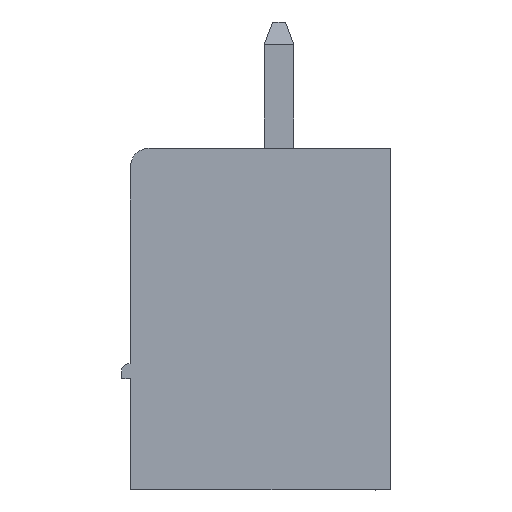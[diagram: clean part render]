
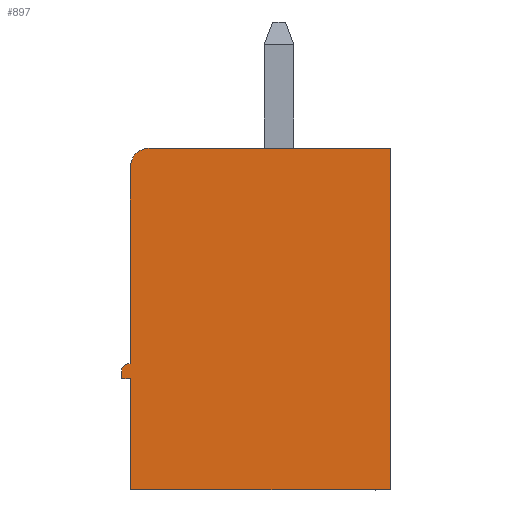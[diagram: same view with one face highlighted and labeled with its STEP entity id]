
A CAD part, left-side view. The second image highlights one B-rep face of the part: STEP entity #897.
In plain terms, the highlighted planar face has unit normal (-1, 0, 0).
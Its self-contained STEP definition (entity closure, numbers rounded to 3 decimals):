
#221=CIRCLE('',#13388,0.2);
#222=CIRCLE('',#13389,0.5);
#897=ADVANCED_FACE('',(#2155),#1523,.T.);
#1523=PLANE('',#13390);
#2155=FACE_OUTER_BOUND('',#2820,.T.);
#2820=EDGE_LOOP('',(#5799,#5800,#5801,#5802,#5803,#5804,#5805,#5806,#5807,
#5808));
#5799=ORIENTED_EDGE('',*,*,#9243,.F.);
#5800=ORIENTED_EDGE('',*,*,#9244,.F.);
#5801=ORIENTED_EDGE('',*,*,#9245,.F.);
#5802=ORIENTED_EDGE('',*,*,#9246,.F.);
#5803=ORIENTED_EDGE('',*,*,#9247,.F.);
#5804=ORIENTED_EDGE('',*,*,#9248,.F.);
#5805=ORIENTED_EDGE('',*,*,#9249,.F.);
#5806=ORIENTED_EDGE('',*,*,#9250,.F.);
#5807=ORIENTED_EDGE('',*,*,#9251,.F.);
#5808=ORIENTED_EDGE('',*,*,#9252,.F.);
#7518=VERTEX_POINT('',#19972);
#7519=VERTEX_POINT('',#19973);
#7520=VERTEX_POINT('',#19975);
#7521=VERTEX_POINT('',#19977);
#7522=VERTEX_POINT('',#19979);
#7523=VERTEX_POINT('',#19981);
#7524=VERTEX_POINT('',#19983);
#7525=VERTEX_POINT('',#19985);
#7526=VERTEX_POINT('',#19987);
#7527=VERTEX_POINT('',#19989);
#9243=EDGE_CURVE('',#7518,#7519,#10933,.T.);
#9244=EDGE_CURVE('',#7520,#7518,#10934,.T.);
#9245=EDGE_CURVE('',#7521,#7520,#221,.T.);
#9246=EDGE_CURVE('',#7522,#7521,#10935,.T.);
#9247=EDGE_CURVE('',#7523,#7522,#10936,.T.);
#9248=EDGE_CURVE('',#7524,#7523,#10937,.T.);
#9249=EDGE_CURVE('',#7525,#7524,#10938,.T.);
#9250=EDGE_CURVE('',#7526,#7525,#10939,.T.);
#9251=EDGE_CURVE('',#7527,#7526,#10940,.T.);
#9252=EDGE_CURVE('',#7519,#7527,#222,.T.);
#10933=LINE('',#19971,#12608);
#10934=LINE('',#19974,#12609);
#10935=LINE('',#19978,#12610);
#10936=LINE('',#19980,#12611);
#10937=LINE('',#19982,#12612);
#10938=LINE('',#19984,#12613);
#10939=LINE('',#19986,#12614);
#10940=LINE('',#19988,#12615);
#12608=VECTOR('',#16346,1.);
#12609=VECTOR('',#16347,1.);
#12610=VECTOR('',#16350,1.);
#12611=VECTOR('',#16351,1.);
#12612=VECTOR('',#16352,1.);
#12613=VECTOR('',#16353,1.);
#12614=VECTOR('',#16354,1.);
#12615=VECTOR('',#16355,1.);
#13388=AXIS2_PLACEMENT_3D('',#19976,#16348,#16349);
#13389=AXIS2_PLACEMENT_3D('',#19990,#16356,#16357);
#13390=AXIS2_PLACEMENT_3D('',#19991,#16358,#16359);
#16346=DIRECTION('',(0.,0.,1.));
#16347=DIRECTION('',(0.,-1.,0.));
#16348=DIRECTION('',(1.,0.,0.));
#16349=DIRECTION('',(0.,1.,0.));
#16350=DIRECTION('',(0.,0.,1.));
#16351=DIRECTION('',(0.,1.,0.));
#16352=DIRECTION('',(0.,0.,1.));
#16353=DIRECTION('',(0.,1.,0.));
#16354=DIRECTION('',(0.,0.,-1.));
#16355=DIRECTION('',(0.,-1.,0.));
#16356=DIRECTION('',(1.,0.,0.));
#16357=DIRECTION('',(0.,1.,0.));
#16358=DIRECTION('',(-1.,0.,0.));
#16359=DIRECTION('',(0.,0.,1.));
#19971=CARTESIAN_POINT('',(-4.33,7.05,66.2));
#19972=CARTESIAN_POINT('',(-4.33,7.05,66.2));
#19973=CARTESIAN_POINT('',(-4.33,7.05,71.5));
#19974=CARTESIAN_POINT('',(-4.33,7.09,66.2));
#19975=CARTESIAN_POINT('',(-4.33,7.09,66.2));
#19976=CARTESIAN_POINT('',(-4.33,7.09,66.));
#19977=CARTESIAN_POINT('',(-4.33,7.29,66.));
#19978=CARTESIAN_POINT('',(-4.33,7.29,65.8));
#19979=CARTESIAN_POINT('',(-4.33,7.29,65.8));
#19980=CARTESIAN_POINT('',(-4.33,7.05,65.8));
#19981=CARTESIAN_POINT('',(-4.33,7.05,65.8));
#19982=CARTESIAN_POINT('',(-4.33,7.05,62.8));
#19983=CARTESIAN_POINT('',(-4.33,7.05,62.8));
#19984=CARTESIAN_POINT('',(-4.33,0.05,62.8));
#19985=CARTESIAN_POINT('',(-4.33,0.05,62.8));
#19986=CARTESIAN_POINT('',(-4.33,0.05,72.));
#19987=CARTESIAN_POINT('',(-4.33,0.05,72.));
#19988=CARTESIAN_POINT('',(-4.33,6.55,72.));
#19989=CARTESIAN_POINT('',(-4.33,6.55,72.));
#19990=CARTESIAN_POINT('',(-4.33,6.55,71.5));
#19991=CARTESIAN_POINT('',(-4.33,3.55,62.8));
